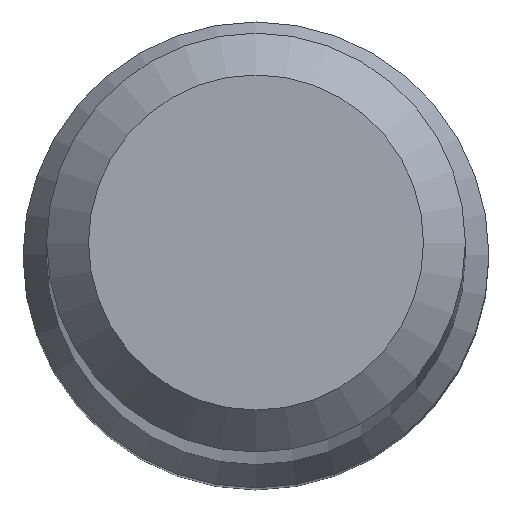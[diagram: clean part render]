
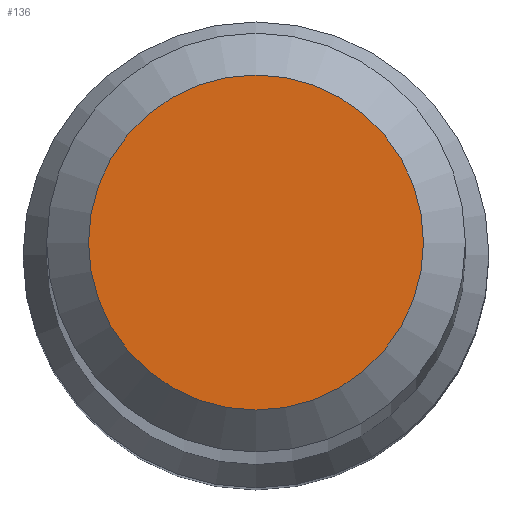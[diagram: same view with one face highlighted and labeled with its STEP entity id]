
A CAD part, top view. The second image highlights one B-rep face of the part: STEP entity #136.
In plain terms, the highlighted planar face has unit normal (0, 0, 1).
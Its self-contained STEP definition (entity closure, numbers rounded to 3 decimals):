
#13 = EDGE_LOOP ( 'NONE', ( #223 ) ) ;
#22 = EDGE_CURVE ( 'NONE', #170, #170, #184, .T. ) ;
#35 = AXIS2_PLACEMENT_3D ( 'NONE', #123, #37, #187 ) ;
#37 = DIRECTION ( 'NONE',  ( 0., 0., -1. ) ) ;
#54 = CARTESIAN_POINT ( 'NONE',  ( 0., 1.6, 80. ) ) ;
#79 = AXIS2_PLACEMENT_3D ( 'NONE', #167, #204, #220 ) ;
#123 = CARTESIAN_POINT ( 'NONE',  ( 0., 0., 80. ) ) ;
#136 = ADVANCED_FACE ( 'NONE', ( #206 ), #145, .F. ) ;
#145 = PLANE ( 'NONE',  #35 ) ;
#167 = CARTESIAN_POINT ( 'NONE',  ( 0., 0., 80. ) ) ;
#170 = VERTEX_POINT ( 'NONE', #54 ) ;
#184 = CIRCLE ( 'NONE', #79, 1.6 ) ;
#187 = DIRECTION ( 'NONE',  ( 0., 1., 0. ) ) ;
#204 = DIRECTION ( 'NONE',  ( 0., 0., -1. ) ) ;
#206 = FACE_OUTER_BOUND ( 'NONE', #13, .T. ) ;
#220 = DIRECTION ( 'NONE',  ( 0., 1., 0. ) ) ;
#223 = ORIENTED_EDGE ( 'NONE', *, *, #22, .F. ) ;
